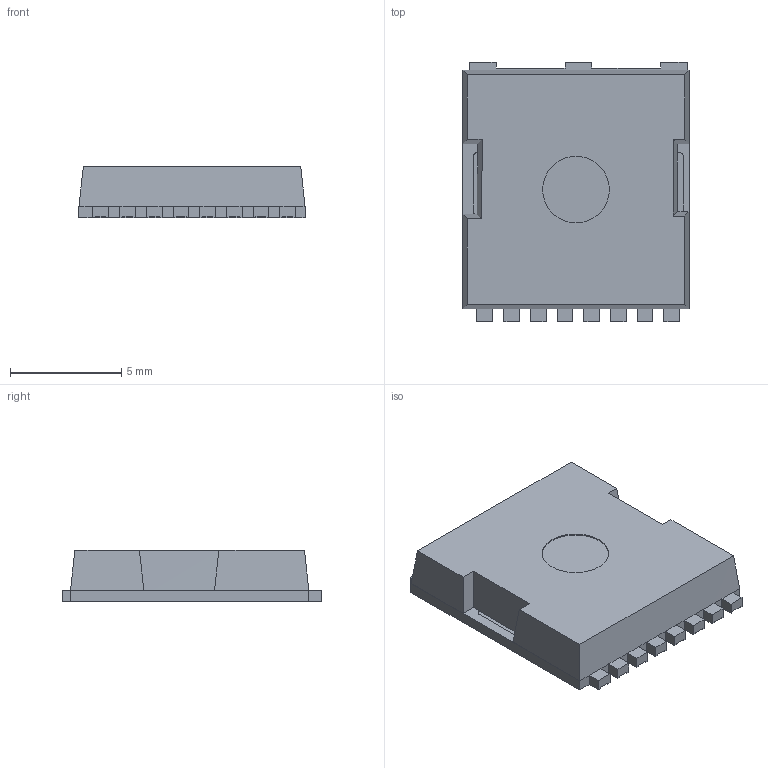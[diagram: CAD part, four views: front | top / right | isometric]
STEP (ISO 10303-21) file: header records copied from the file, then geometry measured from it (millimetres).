
FILE_DESCRIPTION(('STEP AP214'),'1');
FILE_NAME('TOLL_F.stp','2023-11-03T23:22:17',(' '),(' '),'Spatial InterOp 3D',' ',' ');
FILE_SCHEMA(('AUTOMOTIVE_DESIGN { 1 0 10303 214 1 1 1 1 }'));
Length unit declared in the file: metre
Products named in the file (7): Component1; Component11; Component12; Component13; Component14; Component15; TOLL_F
Assembly tree (6 placements, depth 3):
  TOLL_F
    Component1
      Component11
      Component12
      Component13
      Component14
      Component15
Bounding box: 10.19 x 11.68 x 2.3 mm (x, y, z)
Volume: 239 mm3; surface area: 542.8 mm2
Topology: 5 solids, 5 shells, 260 faces, 727 edges, 474 vertices
Faces by surface type: plane 198, cylinder 62
Entity records: 8465 total; most frequent: CARTESIAN_POINT 1469, ORIENTED_EDGE 1454, DIRECTION 1388, EDGE_CURVE 727, LINE 602, VECTOR 602, VERTEX_POINT 474, AXIS2_PLACEMENT_3D 393
